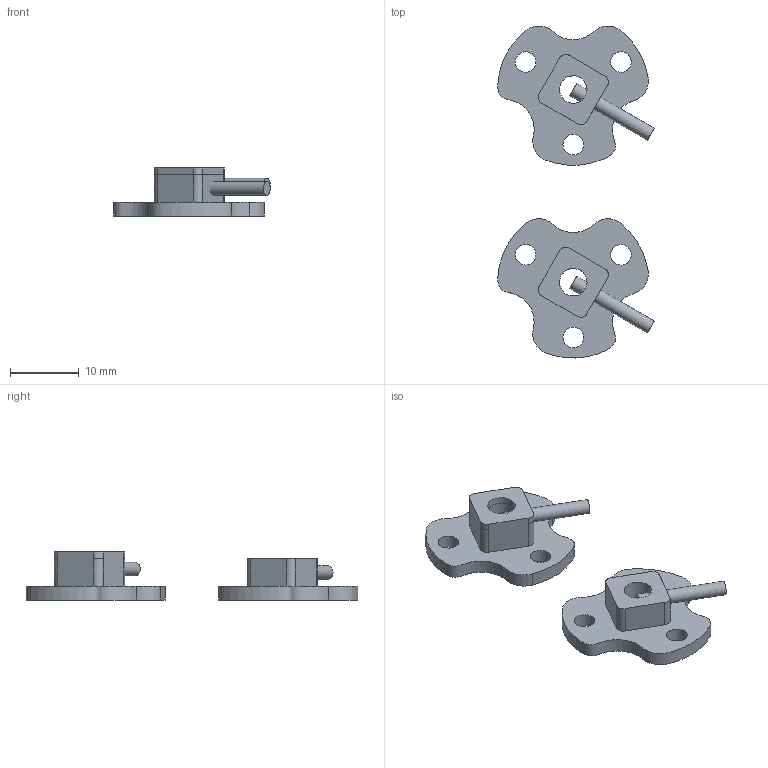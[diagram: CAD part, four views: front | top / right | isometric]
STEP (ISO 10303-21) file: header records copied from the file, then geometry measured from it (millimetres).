
FILE_DESCRIPTION(/* description */ (''),/* implementation_level */ '2;1');
FILE_NAME(/* name */ 'onShaftHolder_cnc',/* time_stamp */ '2026-01-13T13:50:48+03:00',/* author */ (''),/* organization */ (''),/* preprocessor_version */ 'ST-DEVELOPER v16.5',/* originating_system */ 'Rhino 7.23',/* authorisation */ '');
FILE_SCHEMA (('CONFIG_CONTROL_DESIGN'));
Length unit declared in the file: millimetre
Products named in the file (1): Document
Bounding box: 22.73 x 48.23 x 7 mm (x, y, z)
Volume: 1631.4 mm3; surface area: 2095.5 mm2
Topology: 4 solids, 4 shells, 54 faces, 146 edges, 102 vertices
Faces by surface type: cylinder 31, plane 18, bspline 5
Full cylindrical faces by diameter (mm): 2 x2, 3 x6, 4 x3
Entity records: 2334 total; most frequent: CARTESIAN_POINT 1397, ORIENTED_EDGE 262, EDGE_CURVE 131, VERTEX_POINT 87, EDGE_LOOP 72, DIRECTION 55, ADVANCED_FACE 54, FACE_OUTER_BOUND 54
